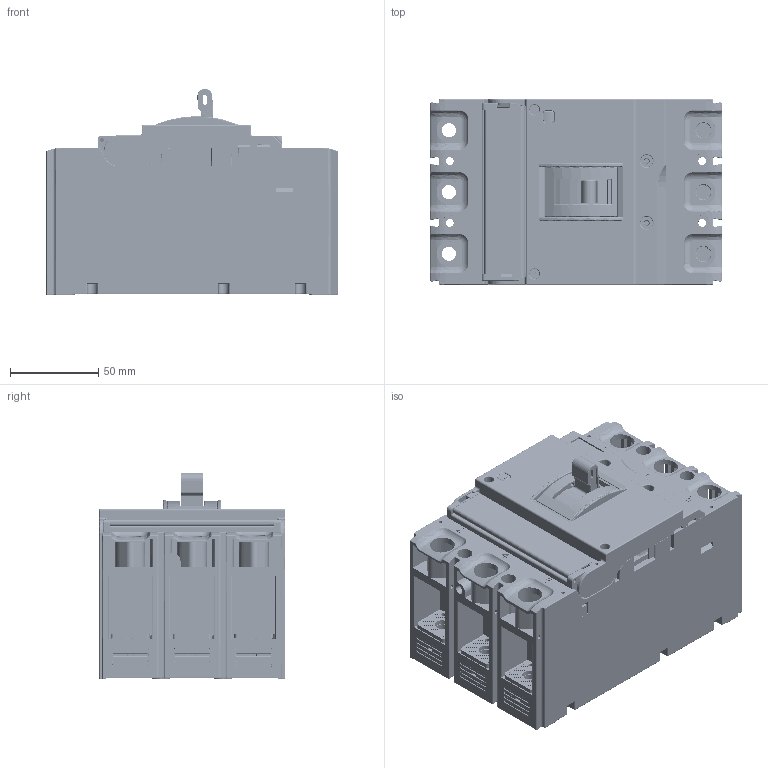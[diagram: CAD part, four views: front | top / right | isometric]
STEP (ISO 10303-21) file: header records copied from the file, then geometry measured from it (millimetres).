
FILE_DESCRIPTION (( 'STEP AP214' ), '1' );
FILE_NAME ('AV Power-2-3P.STEP', '2018-03-06T11:09:42', ( '' ), ( '' ), 'SwSTEP 2.0', 'SolidWorks 2017', '' );
FILE_SCHEMA (( 'AUTOMOTIVE_DESIGN' ));
Length unit declared in the file: millimetre
Products named in the file (1): AV Power-2-3P
Bounding box: 165 x 105 x 116.99 mm (x, y, z)
Surface area: 327491.6 mm2 (no closed solid volume)
Topology: 0 solids, 37 shells, 9871 faces, 26225 edges, 16495 vertices
Faces by surface type: plane 4891, cylinder 3473, bspline 1251, cone 136, torus 120
Entity records: 361583 total; most frequent: CARTESIAN_POINT 130059, ORIENTED_EDGE 51892, DIRECTION 42432, EDGE_CURVE 25948, VERTEX_POINT 16495, LINE 15622, VECTOR 15622, AXIS2_PLACEMENT_3D 13405
